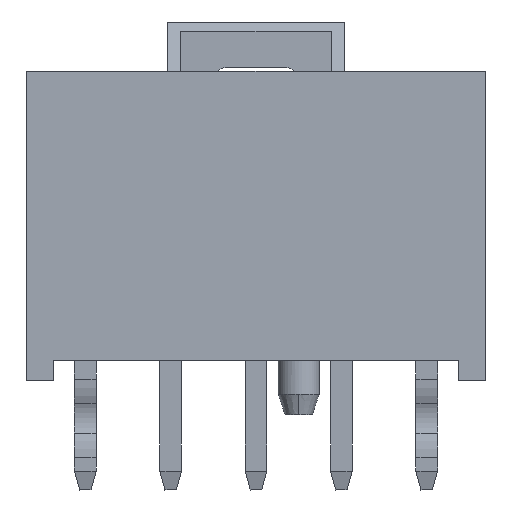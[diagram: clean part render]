
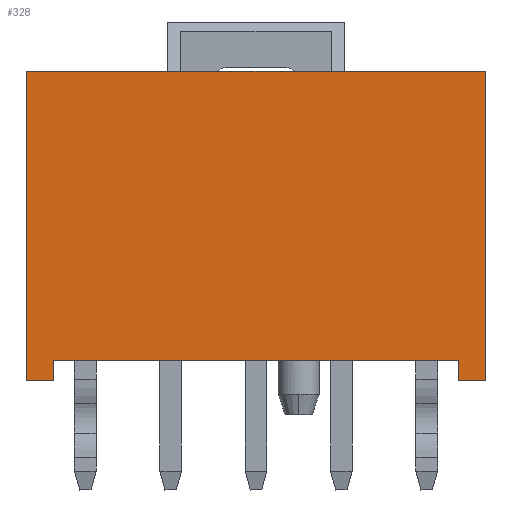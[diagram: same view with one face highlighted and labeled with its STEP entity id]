
A CAD part, front view. The second image highlights one B-rep face of the part: STEP entity #328.
In plain terms, the highlighted planar face has unit normal (0, -1, 0).
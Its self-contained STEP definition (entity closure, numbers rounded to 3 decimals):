
#260=AXIS2_PLACEMENT_3D('Plane Axis2P3D',#257,#258,#259) ;
#257=CARTESIAN_POINT('Axis2P3D Location',(0.,-2.99,0.)) ;
#262=CARTESIAN_POINT('Line Origine',(5.92,-2.99,-4.53)) ;
#266=CARTESIAN_POINT('Vertex',(5.92,-2.99,-4.23)) ;
#268=CARTESIAN_POINT('Vertex',(5.92,-2.99,-4.83)) ;
#271=CARTESIAN_POINT('Line Origine',(6.32,-2.99,-4.83)) ;
#275=CARTESIAN_POINT('Vertex',(6.72,-2.99,-4.83)) ;
#278=CARTESIAN_POINT('Line Origine',(6.72,-2.99,-0.3)) ;
#282=CARTESIAN_POINT('Vertex',(6.72,-2.99,4.23)) ;
#285=CARTESIAN_POINT('Line Origine',(0.,-2.99,4.23)) ;
#289=CARTESIAN_POINT('Vertex',(-6.72,-2.99,4.23)) ;
#292=CARTESIAN_POINT('Line Origine',(-6.72,-2.99,-0.3)) ;
#296=CARTESIAN_POINT('Vertex',(-6.72,-2.99,-4.83)) ;
#299=CARTESIAN_POINT('Line Origine',(-6.32,-2.99,-4.83)) ;
#303=CARTESIAN_POINT('Vertex',(-5.92,-2.99,-4.83)) ;
#306=CARTESIAN_POINT('Line Origine',(-5.92,-2.99,-4.53)) ;
#310=CARTESIAN_POINT('Vertex',(-5.92,-2.99,-4.23)) ;
#313=CARTESIAN_POINT('Line Origine',(0.,-2.99,-4.23)) ;
#258=DIRECTION('Axis2P3D Direction',(-0.,1.,0.)) ;
#259=DIRECTION('Axis2P3D XDirection',(1.,0.,0.)) ;
#263=DIRECTION('Vector Direction',(0.,0.,-1.)) ;
#272=DIRECTION('Vector Direction',(-1.,0.,0.)) ;
#279=DIRECTION('Vector Direction',(0.,0.,-1.)) ;
#286=DIRECTION('Vector Direction',(1.,0.,0.)) ;
#293=DIRECTION('Vector Direction',(0.,0.,-1.)) ;
#300=DIRECTION('Vector Direction',(-1.,0.,0.)) ;
#307=DIRECTION('Vector Direction',(0.,0.,-1.)) ;
#314=DIRECTION('Vector Direction',(-1.,0.,0.)) ;
#264=VECTOR('Line Direction',#263,1.) ;
#273=VECTOR('Line Direction',#272,1.) ;
#280=VECTOR('Line Direction',#279,1.) ;
#287=VECTOR('Line Direction',#286,1.) ;
#294=VECTOR('Line Direction',#293,1.) ;
#301=VECTOR('Line Direction',#300,1.) ;
#308=VECTOR('Line Direction',#307,1.) ;
#315=VECTOR('Line Direction',#314,1.) ;
#319=ORIENTED_EDGE('',*,*,#270,.T.) ;
#320=ORIENTED_EDGE('',*,*,#277,.F.) ;
#321=ORIENTED_EDGE('',*,*,#284,.F.) ;
#322=ORIENTED_EDGE('',*,*,#291,.F.) ;
#323=ORIENTED_EDGE('',*,*,#298,.T.) ;
#324=ORIENTED_EDGE('',*,*,#305,.F.) ;
#325=ORIENTED_EDGE('',*,*,#312,.F.) ;
#326=ORIENTED_EDGE('',*,*,#317,.F.) ;
#328=ADVANCED_FACE('MANIFOLD_SOLID_BREP #8901',(#327),#261,.F.) ;
#270=EDGE_CURVE('',#267,#269,#265,.T.) ;
#277=EDGE_CURVE('',#276,#269,#274,.T.) ;
#284=EDGE_CURVE('',#283,#276,#281,.T.) ;
#291=EDGE_CURVE('',#290,#283,#288,.T.) ;
#298=EDGE_CURVE('',#290,#297,#295,.T.) ;
#305=EDGE_CURVE('',#304,#297,#302,.T.) ;
#312=EDGE_CURVE('',#311,#304,#309,.T.) ;
#317=EDGE_CURVE('',#267,#311,#316,.T.) ;
#318=EDGE_LOOP('',(#319,#320,#321,#322,#323,#324,#325,#326)) ;
#327=FACE_OUTER_BOUND('',#318,.T.) ;
#265=LINE('Line',#262,#264) ;
#274=LINE('Line',#271,#273) ;
#281=LINE('Line',#278,#280) ;
#288=LINE('Line',#285,#287) ;
#295=LINE('Line',#292,#294) ;
#302=LINE('Line',#299,#301) ;
#309=LINE('Line',#306,#308) ;
#316=LINE('Line',#313,#315) ;
#261=PLANE('Plane',#260) ;
#267=VERTEX_POINT('',#266) ;
#269=VERTEX_POINT('',#268) ;
#276=VERTEX_POINT('',#275) ;
#283=VERTEX_POINT('',#282) ;
#290=VERTEX_POINT('',#289) ;
#297=VERTEX_POINT('',#296) ;
#304=VERTEX_POINT('',#303) ;
#311=VERTEX_POINT('',#310) ;
